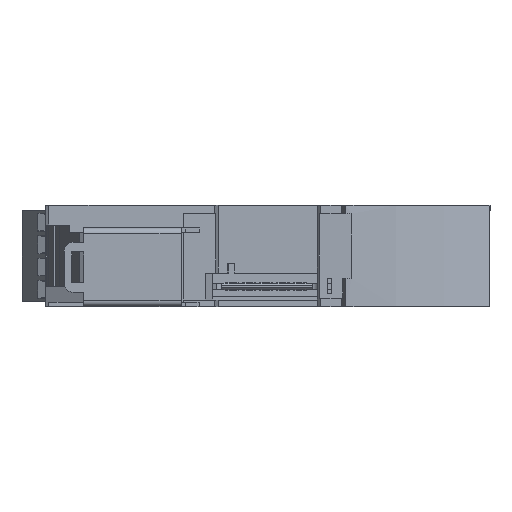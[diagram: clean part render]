
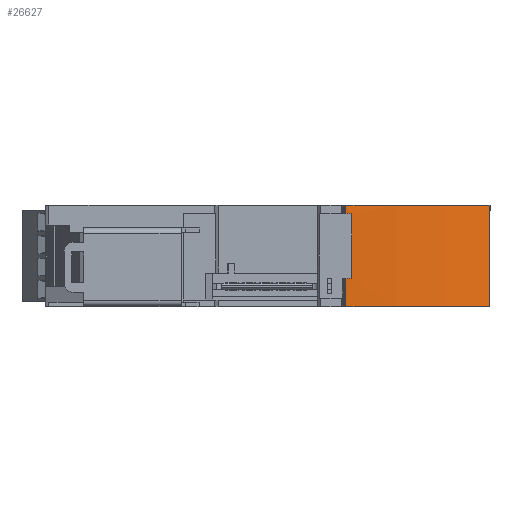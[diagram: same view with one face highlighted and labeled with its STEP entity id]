
A CAD part, front view. The second image highlights one B-rep face of the part: STEP entity #26627.
In plain terms, the highlighted cylindrical face has radius 80 mm (diameter 160 mm), a partial arc.
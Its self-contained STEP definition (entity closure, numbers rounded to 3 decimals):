
#16309=CARTESIAN_POINT('',(18.7,-4.081,6.3));
#16310=VERTEX_POINT('',#16309);
#16327=CARTESIAN_POINT('',(17.405,-4.155,6.3));
#16328=VERTEX_POINT('',#16327);
#16335=CARTESIAN_POINT('',(13.5,75.75,6.3));
#16336=DIRECTION('',(0.0,0.0,1.0));
#16337=DIRECTION('',(1.0,0.0,0.0));
#16338=AXIS2_PLACEMENT_3D('',#16335,#16336,#16337);
#16339=CIRCLE('',#16338,80.0);
#16340=EDGE_CURVE('',#16328,#16310,#16339,.T.);
#20883=CARTESIAN_POINT('',(17.405,-4.155,0.));
#20884=VERTEX_POINT('',#20883);
#20893=CARTESIAN_POINT('',(17.405,-4.155,0.));
#20894=DIRECTION('',(0.0,0.0,1.0));
#20895=VECTOR('',#20894,6.3);
#20896=LINE('',#20893,#20895);
#20897=EDGE_CURVE('',#20884,#16328,#20896,.T.);
#21557=CARTESIAN_POINT('',(49.5,4.308,0.));
#21558=VERTEX_POINT('',#21557);
#21565=CARTESIAN_POINT('',(13.5,75.75,0.));
#21566=DIRECTION('',(0.0,0.0,1.0));
#21567=DIRECTION('',(1.0,0.0,0.0));
#21568=AXIS2_PLACEMENT_3D('',#21565,#21566,#21567);
#21569=CIRCLE('',#21568,80.0);
#21570=EDGE_CURVE('',#20884,#21558,#21569,.T.);
#26403=CARTESIAN_POINT('',(17.405,-4.155,22.6));
#26404=VERTEX_POINT('',#26403);
#26405=CARTESIAN_POINT('',(17.405,-4.155,20.7));
#26406=VERTEX_POINT('',#26405);
#26407=CARTESIAN_POINT('',(17.405,-4.155,22.6));
#26408=DIRECTION('',(0.0,0.0,-1.0));
#26409=VECTOR('',#26408,1.9);
#26410=LINE('',#26407,#26409);
#26411=EDGE_CURVE('',#26404,#26406,#26410,.T.);
#26586=CARTESIAN_POINT('',(13.5,75.75,12.1));
#26587=DIRECTION('',(0.0,0.0,-1.0));
#26588=DIRECTION('',(-1.0,0.0,0.0));
#26589=AXIS2_PLACEMENT_3D('',#26586,#26587,#26588);
#26590=CYLINDRICAL_SURFACE('',#26589,80.0);
#26591=CARTESIAN_POINT('',(18.7,-4.081,20.7));
#26592=VERTEX_POINT('',#26591);
#26593=CARTESIAN_POINT('',(13.5,75.75,20.7));
#26594=DIRECTION('',(0.0,0.0,-1.0));
#26595=DIRECTION('',(-1.0,0.0,0.0));
#26596=AXIS2_PLACEMENT_3D('',#26593,#26594,#26595);
#26597=CIRCLE('',#26596,80.0);
#26598=EDGE_CURVE('',#26592,#26406,#26597,.T.);
#26599=ORIENTED_EDGE('',*,*,#26598,.F.);
#26600=CARTESIAN_POINT('',(18.7,-4.081,20.7));
#26601=DIRECTION('',(0.0,0.0,-1.0));
#26602=VECTOR('',#26601,14.4);
#26603=LINE('',#26600,#26602);
#26604=EDGE_CURVE('',#26592,#16310,#26603,.T.);
#26605=ORIENTED_EDGE('',*,*,#26604,.T.);
#26606=ORIENTED_EDGE('',*,*,#16340,.F.);
#26607=ORIENTED_EDGE('',*,*,#20897,.F.);
#26608=ORIENTED_EDGE('',*,*,#21570,.T.);
#26609=CARTESIAN_POINT('',(49.5,4.308,22.6));
#26610=VERTEX_POINT('',#26609);
#26611=CARTESIAN_POINT('',(49.5,4.308,0.));
#26612=DIRECTION('',(0.0,0.0,1.0));
#26613=VECTOR('',#26612,22.6);
#26614=LINE('',#26611,#26613);
#26615=EDGE_CURVE('',#21558,#26610,#26614,.T.);
#26616=ORIENTED_EDGE('',*,*,#26615,.T.);
#26617=CARTESIAN_POINT('',(13.5,75.75,22.6));
#26618=DIRECTION('',(0.0,0.0,-1.0));
#26619=DIRECTION('',(-1.0,0.0,0.0));
#26620=AXIS2_PLACEMENT_3D('',#26617,#26618,#26619);
#26621=CIRCLE('',#26620,80.0);
#26622=EDGE_CURVE('',#26610,#26404,#26621,.T.);
#26623=ORIENTED_EDGE('',*,*,#26622,.T.);
#26624=ORIENTED_EDGE('',*,*,#26411,.T.);
#26625=EDGE_LOOP('',(#26599,#26605,#26606,#26607,#26608,#26616,#26623,#26624));
#26626=FACE_OUTER_BOUND('',#26625,.T.);
#26627=ADVANCED_FACE('',(#26626),#26590,.T.);
